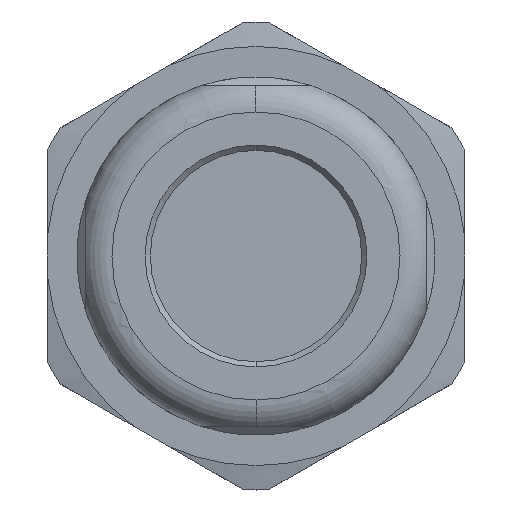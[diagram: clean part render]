
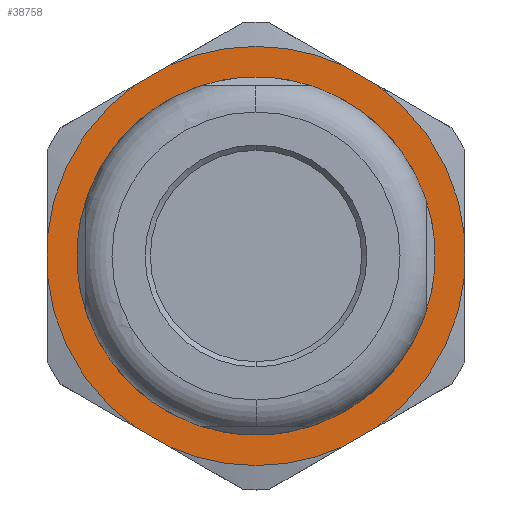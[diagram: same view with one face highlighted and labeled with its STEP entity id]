
A CAD part, front view. The second image highlights one B-rep face of the part: STEP entity #38758.
In plain terms, the highlighted planar face has unit normal (0, -1, 0).
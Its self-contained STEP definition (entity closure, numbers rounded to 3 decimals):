
#11254=CARTESIAN_POINT('',(0.,-19.25,0.));
#11255=DIRECTION('',(0.,1.,0.));
#11256=DIRECTION('',(0.996,0.,-0.091));
#11257=AXIS2_PLACEMENT_3D('',#11254,#11255,#11256);
#11259=DIRECTION('',(-0.866,0.,-0.5));
#11260=VECTOR('',#11259,2.189);
#11261=CARTESIAN_POINT('',(6.923,-19.25,
-9.802));
#11262=LINE('',#11261,#11260);
#11263=CARTESIAN_POINT('',(0.,-19.25,0.));
#11264=DIRECTION('',(0.,1.,0.));
#11265=DIRECTION('',(0.419,0.,-0.908));
#11266=AXIS2_PLACEMENT_3D('',#11263,#11264,#11265);
#11268=CARTESIAN_POINT('',(0.,-19.25,0.));
#11269=DIRECTION('',(0.,1.,0.));
#11270=DIRECTION('',(0.,0.,-1.));
#11271=AXIS2_PLACEMENT_3D('',#11268,#11269,#11270);
#11273=DIRECTION('',(-0.866,0.,0.5));
#11274=VECTOR('',#11273,2.189);
#11275=CARTESIAN_POINT('',(-5.027,-19.25,
-10.896));
#11276=LINE('',#11275,#11274);
#11277=CARTESIAN_POINT('',(0.,-19.25,0.));
#11278=DIRECTION('',(0.,1.,0.));
#11279=DIRECTION('',(-0.577,0.,-0.817));
#11280=AXIS2_PLACEMENT_3D('',#11277,#11278,#11279);
#11282=DIRECTION('',(0.,0.,1.));
#11283=VECTOR('',#11282,2.189);
#11284=CARTESIAN_POINT('',(-11.95,-19.25,
-1.094));
#11285=LINE('',#11284,#11283);
#11286=CARTESIAN_POINT('',(0.,-19.25,0.));
#11287=DIRECTION('',(0.,1.,0.));
#11288=DIRECTION('',(-0.996,0.,0.091));
#11289=AXIS2_PLACEMENT_3D('',#11286,#11287,#11288);
#11291=DIRECTION('',(0.866,0.,0.5));
#11292=VECTOR('',#11291,2.189);
#11293=CARTESIAN_POINT('',(-6.923,-19.25,
9.802));
#11294=LINE('',#11293,#11292);
#11295=CARTESIAN_POINT('',(0.,-19.25,0.));
#11296=DIRECTION('',(0.,1.,0.));
#11297=DIRECTION('',(-0.419,0.,0.908));
#11298=AXIS2_PLACEMENT_3D('',#11295,#11296,#11297);
#11300=CARTESIAN_POINT('',(0.,-19.25,0.));
#11301=DIRECTION('',(0.,1.,0.));
#11302=DIRECTION('',(0.,0.,1.));
#11303=AXIS2_PLACEMENT_3D('',#11300,#11301,#11302);
#11305=DIRECTION('',(0.866,0.,-0.5));
#11306=VECTOR('',#11305,2.189);
#11307=CARTESIAN_POINT('',(5.027,-19.25,
10.896));
#11308=LINE('',#11307,#11306);
#11309=CARTESIAN_POINT('',(0.,-19.25,0.));
#11310=DIRECTION('',(0.,1.,0.));
#11311=DIRECTION('',(0.577,0.,0.817));
#11312=AXIS2_PLACEMENT_3D('',#11309,#11310,#11311);
#11314=DIRECTION('',(0.,0.,-1.));
#11315=VECTOR('',#11314,2.189);
#11316=CARTESIAN_POINT('',(11.95,-19.25,
1.094));
#11317=LINE('',#11316,#11315);
#11425=CARTESIAN_POINT('',(-6.923,-19.25,
9.802));
#11648=CARTESIAN_POINT('',(0.,-19.25,0.));
#11649=DIRECTION('',(0.,1.,0.));
#11650=DIRECTION('',(1.,0.,0.));
#11651=AXIS2_PLACEMENT_3D('',#11648,#11649,#11650);
#11666=CARTESIAN_POINT('',(0.,-19.25,0.));
#11667=DIRECTION('',(0.,1.,0.));
#11668=DIRECTION('',(-1.,0.,0.));
#11669=AXIS2_PLACEMENT_3D('',#11666,#11667,#11668);
#15283=VERTEX_POINT('',#11425);
#15284=CARTESIAN_POINT('',(-11.95,-19.25,
1.094));
#15285=VERTEX_POINT('',#15284);
#15287=CARTESIAN_POINT('',(-5.027,-19.25,
10.896));
#15288=VERTEX_POINT('',#15287);
#15303=CARTESIAN_POINT('',(11.95,-19.25,
-1.094));
#15304=CARTESIAN_POINT('',(6.923,-19.25,
-9.802));
#15305=VERTEX_POINT('',#15303);
#15306=VERTEX_POINT('',#15304);
#15307=CARTESIAN_POINT('',(5.027,-19.25,
-10.896));
#15308=VERTEX_POINT('',#15307);
#15309=CARTESIAN_POINT('',(0.,-19.25,
-12.));
#15310=VERTEX_POINT('',#15309);
#15311=CARTESIAN_POINT('',(-5.027,-19.25,
-10.896));
#15312=VERTEX_POINT('',#15311);
#15313=CARTESIAN_POINT('',(-6.923,-19.25,
-9.802));
#15314=VERTEX_POINT('',#15313);
#15315=CARTESIAN_POINT('',(-11.95,-19.25,
-1.094));
#15316=VERTEX_POINT('',#15315);
#15317=CARTESIAN_POINT('',(0.,-19.25,
12.));
#15318=VERTEX_POINT('',#15317);
#15319=CARTESIAN_POINT('',(5.027,-19.25,
10.896));
#15320=VERTEX_POINT('',#15319);
#15321=CARTESIAN_POINT('',(6.923,-19.25,
9.802));
#15322=VERTEX_POINT('',#15321);
#15323=CARTESIAN_POINT('',(11.95,-19.25,
1.094));
#15324=VERTEX_POINT('',#15323);
#15417=CARTESIAN_POINT('',(10.25,-19.25,0.));
#15418=CARTESIAN_POINT('',(-10.25,-19.25,0.));
#15419=VERTEX_POINT('',#15417);
#15420=VERTEX_POINT('',#15418);
#38718=CARTESIAN_POINT('',(0.,-19.25,0.));
#38719=DIRECTION('',(0.,1.,0.));
#38720=DIRECTION('',(0.,0.,-1.));
#38721=AXIS2_PLACEMENT_3D('',#38718,#38719,#38720);
#38722=PLANE('',#38721);
#38724=ORIENTED_EDGE('',*,*,#38723,.T.);
#38726=ORIENTED_EDGE('',*,*,#38725,.T.);
#38728=ORIENTED_EDGE('',*,*,#38727,.T.);
#38730=ORIENTED_EDGE('',*,*,#38729,.T.);
#38731=ORIENTED_EDGE('',*,*,#38697,.T.);
#38733=ORIENTED_EDGE('',*,*,#38732,.T.);
#38735=ORIENTED_EDGE('',*,*,#38734,.T.);
#38737=ORIENTED_EDGE('',*,*,#38736,.T.);
#38739=ORIENTED_EDGE('',*,*,#38738,.T.);
#38741=ORIENTED_EDGE('',*,*,#38740,.T.);
#38743=ORIENTED_EDGE('',*,*,#38742,.T.);
#38745=ORIENTED_EDGE('',*,*,#38744,.T.);
#38747=ORIENTED_EDGE('',*,*,#38746,.T.);
#38749=ORIENTED_EDGE('',*,*,#38748,.T.);
#38750=EDGE_LOOP('',(#38724,#38726,#38728,#38730,#38731,#38733,#38735,#38737,
#38739,#38741,#38743,#38745,#38747,#38749));
#38751=FACE_OUTER_BOUND('',#38750,.F.);
#38753=ORIENTED_EDGE('',*,*,#38752,.F.);
#38755=ORIENTED_EDGE('',*,*,#38754,.F.);
#38756=EDGE_LOOP('',(#38753,#38755));
#38757=FACE_BOUND('',#38756,.F.);
#38758=ADVANCED_FACE('',(#38751,#38757),#38722,.F.);
#11258=CIRCLE('',#11257,12.);
#11267=CIRCLE('',#11266,12.);
#11272=CIRCLE('',#11271,12.);
#11281=CIRCLE('',#11280,12.);
#11290=CIRCLE('',#11289,12.);
#11299=CIRCLE('',#11298,12.);
#11304=CIRCLE('',#11303,12.);
#11313=CIRCLE('',#11312,12.);
#11652=CIRCLE('',#11651,10.25);
#11670=CIRCLE('',#11669,10.25);
#38697=EDGE_CURVE('',#15312,#15314,#11276,.T.);
#38723=EDGE_CURVE('',#15305,#15306,#11258,.T.);
#38725=EDGE_CURVE('',#15306,#15308,#11262,.T.);
#38727=EDGE_CURVE('',#15308,#15310,#11267,.T.);
#38729=EDGE_CURVE('',#15310,#15312,#11272,.T.);
#38732=EDGE_CURVE('',#15314,#15316,#11281,.T.);
#38734=EDGE_CURVE('',#15316,#15285,#11285,.T.);
#38736=EDGE_CURVE('',#15285,#15283,#11290,.T.);
#38738=EDGE_CURVE('',#15283,#15288,#11294,.T.);
#38740=EDGE_CURVE('',#15288,#15318,#11299,.T.);
#38742=EDGE_CURVE('',#15318,#15320,#11304,.T.);
#38744=EDGE_CURVE('',#15320,#15322,#11308,.T.);
#38746=EDGE_CURVE('',#15322,#15324,#11313,.T.);
#38748=EDGE_CURVE('',#15324,#15305,#11317,.T.);
#38752=EDGE_CURVE('',#15419,#15420,#11652,.T.);
#38754=EDGE_CURVE('',#15420,#15419,#11670,.T.);
